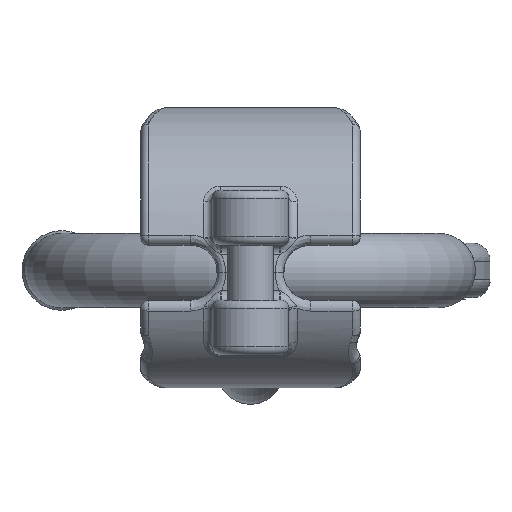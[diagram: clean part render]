
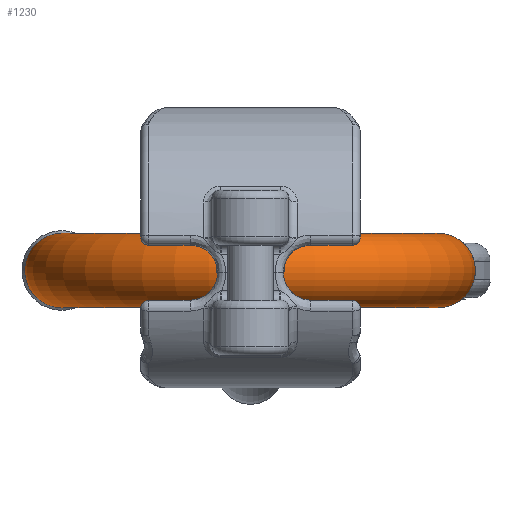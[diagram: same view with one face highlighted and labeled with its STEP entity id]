
A CAD part, front view. The second image highlights one B-rep face of the part: STEP entity #1230.
In plain terms, the highlighted toroidal (fillet/blend) face has major radius 68.5 mm and minor radius 13.5 mm.
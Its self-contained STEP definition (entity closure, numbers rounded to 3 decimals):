
#990=TOROIDAL_SURFACE('',#10405,68.5,13.5);
#1230=ADVANCED_FACE('',(#2340,#2341),#990,.T.);
#2044=CIRCLE('',#10387,13.5);
#2046=CIRCLE('',#10399,13.5);
#2340=FACE_BOUND('',#2413,.T.);
#2341=FACE_BOUND('',#2414,.T.);
#2413=EDGE_LOOP('',(#3786));
#2414=EDGE_LOOP('',(#3787));
#3786=ORIENTED_EDGE('',*,*,#7622,.T.);
#3787=ORIENTED_EDGE('',*,*,#7652,.F.);
#6702=VERTEX_POINT('',#13814);
#6724=VERTEX_POINT('',#14048);
#7622=EDGE_CURVE('',#6702,#6702,#2044,.T.);
#7652=EDGE_CURVE('',#6724,#6724,#2046,.T.);
#10387=AXIS2_PLACEMENT_3D('',#13813,#11217,#11218);
#10399=AXIS2_PLACEMENT_3D('',#14047,#11241,#11242);
#10405=AXIS2_PLACEMENT_3D('',#14057,#11253,#11254);
#11217=DIRECTION('',(0.,-1.,0.));
#11218=DIRECTION('',(-1.,0.,0.));
#11241=DIRECTION('',(0.,1.,0.));
#11242=DIRECTION('',(1.,0.,0.));
#11253=DIRECTION('',(0.,0.,-1.));
#11254=DIRECTION('',(-1.,0.,0.));
#13813=CARTESIAN_POINT('',(68.112,-40.,0.));
#13814=CARTESIAN_POINT('',(54.612,-40.,0.));
#14047=CARTESIAN_POINT('',(-68.887,-40.,0.));
#14048=CARTESIAN_POINT('',(-55.387,-40.,0.));
#14057=CARTESIAN_POINT('',(-0.388,-40.,0.));
